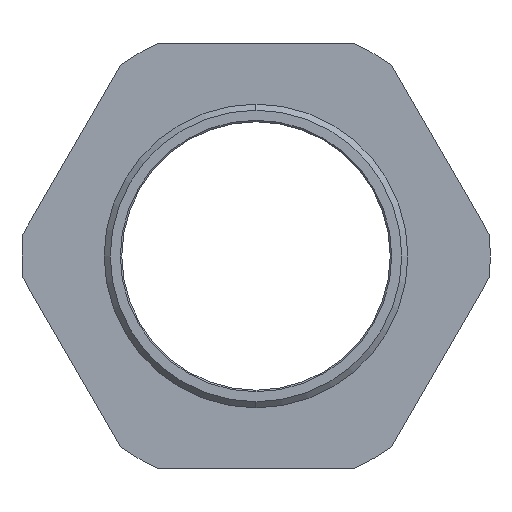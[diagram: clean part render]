
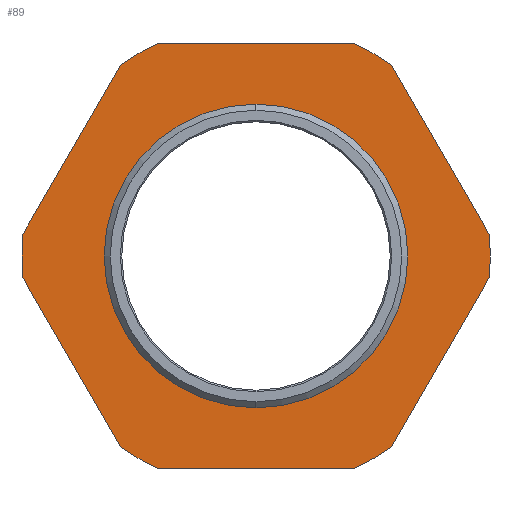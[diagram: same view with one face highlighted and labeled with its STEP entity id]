
A CAD part, left-side view. The second image highlights one B-rep face of the part: STEP entity #89.
In plain terms, the highlighted planar face has unit normal (-1, 0, 0).
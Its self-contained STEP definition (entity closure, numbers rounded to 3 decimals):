
#17 = VERTEX_POINT ( 'NONE', #2528 ) ;
#34 = LINE ( 'NONE', #814, #2293 ) ;
#64 = CARTESIAN_POINT ( 'NONE',  ( 15., -22.323, 31.435 ) ) ;
#82 = DIRECTION ( 'NONE',  ( -1., 0., 0. ) ) ;
#89 = ADVANCED_FACE ( 'NONE', ( #2774, #1539 ), #564, .T. ) ;
#173 = VERTEX_POINT ( 'NONE', #3116 ) ;
#262 = CIRCLE ( 'NONE', #1223, 38.555 ) ;
#334 = DIRECTION ( 'NONE',  ( 0., 0., 1. ) ) ;
#342 = LINE ( 'NONE', #2534, #3210 ) ;
#344 = DIRECTION ( 'NONE',  ( -1., 0., 0. ) ) ;
#359 = CIRCLE ( 'NONE', #2271, 38.555 ) ;
#384 = VERTEX_POINT ( 'NONE', #1694 ) ;
#411 = ORIENTED_EDGE ( 'NONE', *, *, #1289, .F. ) ;
#422 = CARTESIAN_POINT ( 'NONE',  ( 15., 0., 0. ) ) ;
#426 = ORIENTED_EDGE ( 'NONE', *, *, #678, .T. ) ;
#491 = VERTEX_POINT ( 'NONE', #2279 ) ;
#564 = PLANE ( 'NONE',  #1901 ) ;
#567 = CARTESIAN_POINT ( 'NONE',  ( 15., 0., 0. ) ) ;
#568 = DIRECTION ( 'NONE',  ( 0., -1., 0. ) ) ;
#605 = CARTESIAN_POINT ( 'NONE',  ( 15., 22.323, 31.435 ) ) ;
#632 = CARTESIAN_POINT ( 'NONE',  ( 15., 16.062, -35.05 ) ) ;
#674 = CARTESIAN_POINT ( 'NONE',  ( 15., 22.323, -31.435 ) ) ;
#678 = EDGE_CURVE ( 'NONE', #3120, #2999, #1741, .T. ) ;
#686 = VECTOR ( 'NONE', #2457, 1000. ) ;
#762 = EDGE_CURVE ( 'NONE', #1195, #491, #359, .T. ) ;
#814 = CARTESIAN_POINT ( 'NONE',  ( 15., 38.385, 3.615 ) ) ;
#822 = CARTESIAN_POINT ( 'NONE',  ( 15., -16.062, 35.05 ) ) ;
#906 = DIRECTION ( 'NONE',  ( -1., 0., 0. ) ) ;
#911 = CARTESIAN_POINT ( 'NONE',  ( 15., -38.385, 3.615 ) ) ;
#917 = CIRCLE ( 'NONE', #1729, 25. ) ;
#923 = CARTESIAN_POINT ( 'NONE',  ( 15., -16.062, -35.05 ) ) ;
#934 = CARTESIAN_POINT ( 'NONE',  ( 15., 0., 0. ) ) ;
#944 = EDGE_CURVE ( 'NONE', #1284, #1022, #2805, .T. ) ;
#973 = EDGE_CURVE ( 'NONE', #2456, #17, #34, .T. ) ;
#974 = AXIS2_PLACEMENT_3D ( 'NONE', #1314, #2312, #1290 ) ;
#987 = EDGE_CURVE ( 'NONE', #384, #2858, #2660, .T. ) ;
#995 = CIRCLE ( 'NONE', #1574, 38.555 ) ;
#1007 = DIRECTION ( 'NONE',  ( 0., 1., 0. ) ) ;
#1018 = CIRCLE ( 'NONE', #1046, 38.555 ) ;
#1022 = VERTEX_POINT ( 'NONE', #3080 ) ;
#1046 = AXIS2_PLACEMENT_3D ( 'NONE', #2581, #1358, #1816 ) ;
#1093 = CARTESIAN_POINT ( 'NONE',  ( 15., -38.385, -3.615 ) ) ;
#1195 = VERTEX_POINT ( 'NONE', #923 ) ;
#1213 = EDGE_CURVE ( 'NONE', #1022, #1227, #262, .T. ) ;
#1223 = AXIS2_PLACEMENT_3D ( 'NONE', #422, #906, #2407 ) ;
#1227 = VERTEX_POINT ( 'NONE', #632 ) ;
#1229 = ORIENTED_EDGE ( 'NONE', *, *, #944, .T. ) ;
#1284 = VERTEX_POINT ( 'NONE', #3184 ) ;
#1285 = DIRECTION ( 'NONE',  ( -1., 0., 0. ) ) ;
#1289 = EDGE_CURVE ( 'NONE', #2858, #384, #917, .T. ) ;
#1290 = DIRECTION ( 'NONE',  ( 0., 0., 1. ) ) ;
#1314 = CARTESIAN_POINT ( 'NONE',  ( 15., 0., 0. ) ) ;
#1322 = CARTESIAN_POINT ( 'NONE',  ( 15., 0., 0. ) ) ;
#1336 = DIRECTION ( 'NONE',  ( 0., 0., 1. ) ) ;
#1358 = DIRECTION ( 'NONE',  ( -1., 0., 0. ) ) ;
#1394 = VERTEX_POINT ( 'NONE', #1471 ) ;
#1411 = AXIS2_PLACEMENT_3D ( 'NONE', #2626, #2161, #2398 ) ;
#1429 = EDGE_CURVE ( 'NONE', #2119, #3120, #3024, .T. ) ;
#1448 = EDGE_CURVE ( 'NONE', #173, #2456, #995, .T. ) ;
#1471 = CARTESIAN_POINT ( 'NONE',  ( 15., -38.385, -3.615 ) ) ;
#1539 = FACE_OUTER_BOUND ( 'NONE', #2815, .T. ) ;
#1545 = EDGE_LOOP ( 'NONE', ( #411, #2037 ) ) ;
#1551 = CARTESIAN_POINT ( 'NONE',  ( 15., -22.323, 31.435 ) ) ;
#1574 = AXIS2_PLACEMENT_3D ( 'NONE', #567, #2845, #2058 ) ;
#1641 = ORIENTED_EDGE ( 'NONE', *, *, #2008, .T. ) ;
#1645 = EDGE_CURVE ( 'NONE', #1394, #2119, #1736, .T. ) ;
#1653 = ORIENTED_EDGE ( 'NONE', *, *, #1429, .T. ) ;
#1694 = CARTESIAN_POINT ( 'NONE',  ( 15., 0., 25. ) ) ;
#1729 = AXIS2_PLACEMENT_3D ( 'NONE', #934, #2704, #2147 ) ;
#1736 = CIRCLE ( 'NONE', #1411, 38.555 ) ;
#1741 = CIRCLE ( 'NONE', #2108, 38.555 ) ;
#1747 = ORIENTED_EDGE ( 'NONE', *, *, #762, .T. ) ;
#1788 = CARTESIAN_POINT ( 'NONE',  ( 15., 0., 0. ) ) ;
#1816 = DIRECTION ( 'NONE',  ( 0., 0., 1. ) ) ;
#1855 = CARTESIAN_POINT ( 'NONE',  ( 15., 25., 0. ) ) ;
#1901 = AXIS2_PLACEMENT_3D ( 'NONE', #1855, #82, #334 ) ;
#2008 = EDGE_CURVE ( 'NONE', #491, #1394, #2945, .T. ) ;
#2037 = ORIENTED_EDGE ( 'NONE', *, *, #987, .F. ) ;
#2058 = DIRECTION ( 'NONE',  ( 0., 0., 1. ) ) ;
#2062 = DIRECTION ( 'NONE',  ( 0., 0.5, -0.866 ) ) ;
#2066 = ORIENTED_EDGE ( 'NONE', *, *, #3031, .T. ) ;
#2108 = AXIS2_PLACEMENT_3D ( 'NONE', #1788, #1285, #2320 ) ;
#2110 = DIRECTION ( 'NONE',  ( 0., -0.5, 0.866 ) ) ;
#2119 = VERTEX_POINT ( 'NONE', #911 ) ;
#2147 = DIRECTION ( 'NONE',  ( 0., 0., 1. ) ) ;
#2161 = DIRECTION ( 'NONE',  ( -1., 0., 0. ) ) ;
#2243 = ORIENTED_EDGE ( 'NONE', *, *, #2875, .T. ) ;
#2256 = CARTESIAN_POINT ( 'NONE',  ( 15., 0., -25. ) ) ;
#2271 = AXIS2_PLACEMENT_3D ( 'NONE', #1322, #344, #1336 ) ;
#2275 = LINE ( 'NONE', #2832, #2791 ) ;
#2279 = CARTESIAN_POINT ( 'NONE',  ( 15., -22.323, -31.435 ) ) ;
#2293 = VECTOR ( 'NONE', #2062, 1000. ) ;
#2312 = DIRECTION ( 'NONE',  ( -1., 0., 0. ) ) ;
#2320 = DIRECTION ( 'NONE',  ( 0., 0., 1. ) ) ;
#2329 = VECTOR ( 'NONE', #2819, 1000. ) ;
#2398 = DIRECTION ( 'NONE',  ( 0., 0., 1. ) ) ;
#2407 = DIRECTION ( 'NONE',  ( 0., 0., 1. ) ) ;
#2456 = VERTEX_POINT ( 'NONE', #605 ) ;
#2457 = DIRECTION ( 'NONE',  ( 0., -0.5, -0.866 ) ) ;
#2492 = EDGE_CURVE ( 'NONE', #17, #1284, #1018, .T. ) ;
#2528 = CARTESIAN_POINT ( 'NONE',  ( 15., 38.385, 3.615 ) ) ;
#2534 = CARTESIAN_POINT ( 'NONE',  ( 15., 16.062, 35.05 ) ) ;
#2581 = CARTESIAN_POINT ( 'NONE',  ( 15., 0., 0. ) ) ;
#2626 = CARTESIAN_POINT ( 'NONE',  ( 15., 0., 0. ) ) ;
#2660 = CIRCLE ( 'NONE', #974, 25. ) ;
#2704 = DIRECTION ( 'NONE',  ( -1., 0., 0. ) ) ;
#2715 = ORIENTED_EDGE ( 'NONE', *, *, #1448, .T. ) ;
#2774 = FACE_BOUND ( 'NONE', #1545, .T. ) ;
#2791 = VECTOR ( 'NONE', #568, 1000. ) ;
#2803 = ORIENTED_EDGE ( 'NONE', *, *, #1213, .T. ) ;
#2805 = LINE ( 'NONE', #674, #686 ) ;
#2815 = EDGE_LOOP ( 'NONE', ( #3123, #1229, #2803, #2066, #1747, #1641, #3300, #1653, #426, #2243, #2715, #3202 ) ) ;
#2819 = DIRECTION ( 'NONE',  ( 0., 0.5, 0.866 ) ) ;
#2832 = CARTESIAN_POINT ( 'NONE',  ( 15., -16.062, -35.05 ) ) ;
#2845 = DIRECTION ( 'NONE',  ( -1., 0., 0. ) ) ;
#2858 = VERTEX_POINT ( 'NONE', #2256 ) ;
#2875 = EDGE_CURVE ( 'NONE', #2999, #173, #342, .T. ) ;
#2941 = VECTOR ( 'NONE', #2110, 1000. ) ;
#2945 = LINE ( 'NONE', #1093, #2941 ) ;
#2999 = VERTEX_POINT ( 'NONE', #822 ) ;
#3024 = LINE ( 'NONE', #1551, #2329 ) ;
#3031 = EDGE_CURVE ( 'NONE', #1227, #1195, #2275, .T. ) ;
#3080 = CARTESIAN_POINT ( 'NONE',  ( 15., 22.323, -31.435 ) ) ;
#3116 = CARTESIAN_POINT ( 'NONE',  ( 15., 16.062, 35.05 ) ) ;
#3120 = VERTEX_POINT ( 'NONE', #64 ) ;
#3123 = ORIENTED_EDGE ( 'NONE', *, *, #2492, .T. ) ;
#3184 = CARTESIAN_POINT ( 'NONE',  ( 15., 38.385, -3.615 ) ) ;
#3202 = ORIENTED_EDGE ( 'NONE', *, *, #973, .T. ) ;
#3210 = VECTOR ( 'NONE', #1007, 1000. ) ;
#3300 = ORIENTED_EDGE ( 'NONE', *, *, #1645, .T. ) ;
